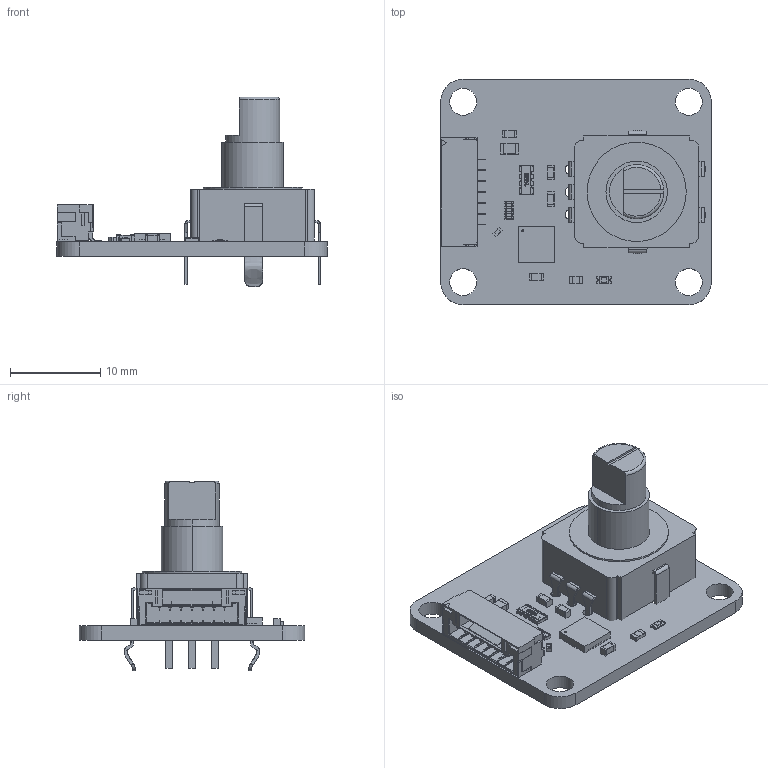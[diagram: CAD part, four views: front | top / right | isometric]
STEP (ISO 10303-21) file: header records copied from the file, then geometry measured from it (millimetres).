
FILE_DESCRIPTION(('FreeCAD Model'),'2;1');
FILE_NAME('rotary_encoder.step','2018-02-05T11:03:08',('kicad StepUp'),('ksu MCAD'), 'Open CASCADE STEP processor 6.8','FreeCAD','Unknown');
FILE_SCHEMA(('AUTOMOTIVE_DESIGN_CC2 { 1 2 10303 214 -1 1 5 4 }'));
Length unit declared in the file: millimetre
Products named in the file (14): Pcb; C_0805_; C_0603_; C_0603_001; D_0603_blue_; BrickletConn_7pin_; R_0603_; Cut_; R_4x0603_; QFN-24_4x4mm_Pitch0.5mm_; C_0402_; RotaryEncoder_; C_0603_002; C_0603_003
Bounding box: 30 x 25 x 21.03 mm (x, y, z)
Volume: 2537.5 mm3; surface area: 3259.7 mm2
Topology: 18 solids, 18 shells, 1467 faces, 4138 edges, 2710 vertices
Faces by surface type: plane 1153, cylinder 171, bspline 142, torus 1
Full cylindrical faces by diameter (mm): 1.1 x5, 2.5 x2, 3 x4
Entity records: 57742 total; most frequent: CARTESIAN_POINT 10106, ORIENTED_EDGE 8276, DIRECTION 6833, EDGE_CURVE 4138, LINE 3503, VECTOR 3503, VERTEX_POINT 2710, AXIS2_PLACEMENT_3D 1665
